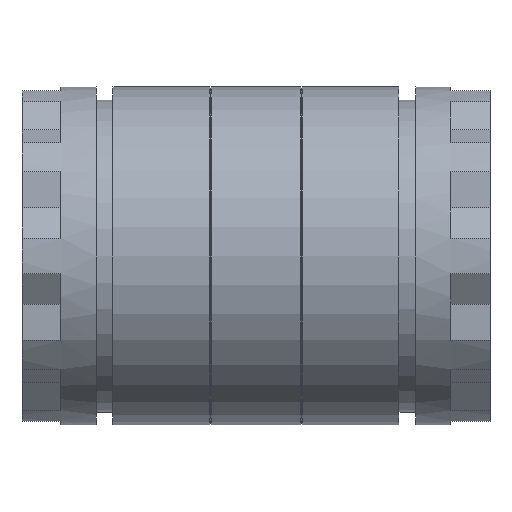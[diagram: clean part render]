
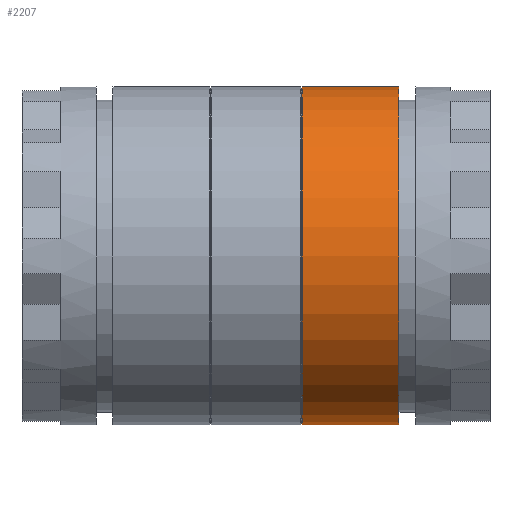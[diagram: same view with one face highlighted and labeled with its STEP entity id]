
A CAD part, front view. The second image highlights one B-rep face of the part: STEP entity #2207.
In plain terms, the highlighted cylindrical face has radius 13 mm (diameter 26 mm), a full revolution.
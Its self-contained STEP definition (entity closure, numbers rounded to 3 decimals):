
#27=CYLINDRICAL_SURFACE('',#2384,13.);
#703=ORIENTED_EDGE('',*,*,#1320,.T.);
#704=ORIENTED_EDGE('',*,*,#1319,.F.);
#1319=EDGE_CURVE('',#1625,#1625,#1751,.T.);
#1320=EDGE_CURVE('',#1626,#1626,#1752,.T.);
#1625=VERTEX_POINT('',#3424);
#1626=VERTEX_POINT('',#3427);
#1751=CIRCLE('',#2383,13.);
#1752=CIRCLE('',#2385,13.);
#1796=EDGE_LOOP('',(#703));
#1797=EDGE_LOOP('',(#704));
#1952=FACE_BOUND('',#1796,.T.);
#1953=FACE_BOUND('',#1797,.T.);
#2207=ADVANCED_FACE('',(#1952,#1953),#27,.T.);
#2383=AXIS2_PLACEMENT_3D('',#3423,#2711,#2712);
#2384=AXIS2_PLACEMENT_3D('',#3425,#2713,#2714);
#2385=AXIS2_PLACEMENT_3D('',#3426,#2715,#2716);
#2711=DIRECTION('',(1.,0.,0.));
#2712=DIRECTION('',(0.,0.,-1.));
#2713=DIRECTION('',(1.,0.,0.));
#2714=DIRECTION('',(0.,0.,-1.));
#2715=DIRECTION('',(1.,0.,0.));
#2716=DIRECTION('',(0.,0.,-1.));
#3423=CARTESIAN_POINT('',(11.,0.,0.));
#3424=CARTESIAN_POINT('',(11.,0.,-13.));
#3425=CARTESIAN_POINT('',(18.,0.,0.));
#3426=CARTESIAN_POINT('',(3.573,0.,0.));
#3427=CARTESIAN_POINT('',(3.573,0.,-13.));
